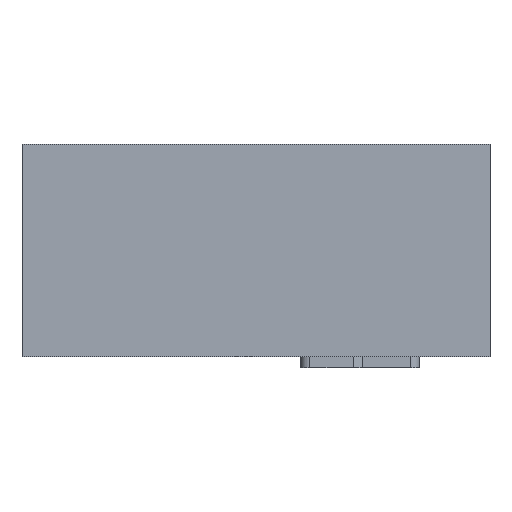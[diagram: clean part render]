
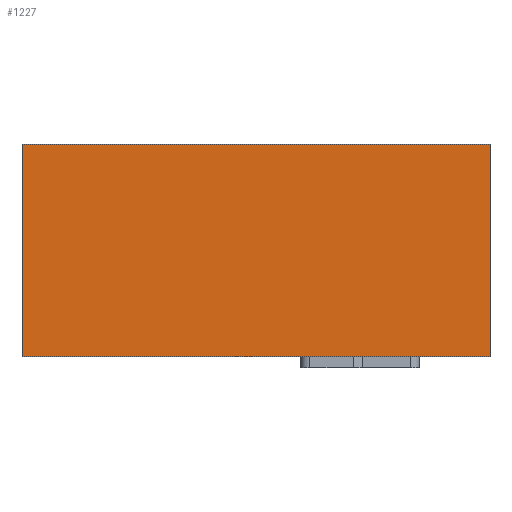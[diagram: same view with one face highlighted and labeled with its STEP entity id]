
A CAD part, front view. The second image highlights one B-rep face of the part: STEP entity #1227.
In plain terms, the highlighted planar face has unit normal (0, -1, 0).
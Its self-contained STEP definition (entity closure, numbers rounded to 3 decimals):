
#122=FACE_OUTER_BOUND('',#197,.T.);
#197=EDGE_LOOP('',(#1093,#1094,#1095,#1096));
#331=LINE('',#1959,#478);
#337=LINE('',#1971,#484);
#341=LINE('',#1978,#488);
#343=LINE('',#1981,#490);
#478=VECTOR('',#1616,10.);
#484=VECTOR('',#1626,10.);
#488=VECTOR('',#1632,10.);
#490=VECTOR('',#1636,10.);
#594=VERTEX_POINT('',#1957);
#595=VERTEX_POINT('',#1958);
#598=VERTEX_POINT('',#1969);
#599=VERTEX_POINT('',#1970);
#753=EDGE_CURVE('',#594,#595,#331,.T.);
#759=EDGE_CURVE('',#598,#599,#337,.T.);
#763=EDGE_CURVE('',#599,#594,#341,.T.);
#765=EDGE_CURVE('',#595,#598,#343,.T.);
#1093=ORIENTED_EDGE('',*,*,#765,.T.);
#1094=ORIENTED_EDGE('',*,*,#759,.T.);
#1095=ORIENTED_EDGE('',*,*,#763,.T.);
#1096=ORIENTED_EDGE('',*,*,#753,.T.);
#1151=PLANE('',#1325);
#1227=ADVANCED_FACE('',(#122),#1151,.F.);
#1325=AXIS2_PLACEMENT_3D('',#1984,#1640,#1641);
#1616=DIRECTION('',(1.,0.,0.));
#1626=DIRECTION('',(-1.,0.,0.));
#1632=DIRECTION('',(0.,0.,-1.));
#1636=DIRECTION('',(0.,0.,1.));
#1640=DIRECTION('center_axis',(0.,1.,0.));
#1641=DIRECTION('ref_axis',(1.,0.,0.));
#1957=CARTESIAN_POINT('',(0.,0.,0.));
#1958=CARTESIAN_POINT('',(55.,0.,0.));
#1959=CARTESIAN_POINT('',(0.,0.,0.));
#1969=CARTESIAN_POINT('',(55.,0.,25.));
#1970=CARTESIAN_POINT('',(0.,0.,25.));
#1971=CARTESIAN_POINT('',(55.,0.,25.));
#1978=CARTESIAN_POINT('',(0.,0.,8.));
#1981=CARTESIAN_POINT('',(55.,0.,0.));
#1984=CARTESIAN_POINT('Origin',(27.5,0.,16.5));
